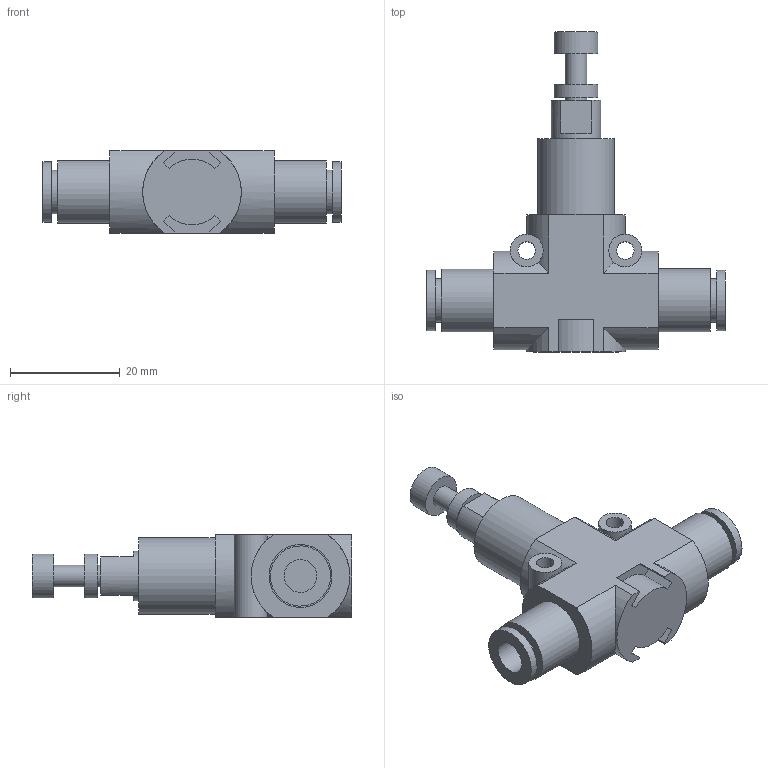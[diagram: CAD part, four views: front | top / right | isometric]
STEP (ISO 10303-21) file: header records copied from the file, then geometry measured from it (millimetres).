
FILE_DESCRIPTION(/* description */ ('Unknown'),/* implementation_level */ '2;1');
FILE_NAME(/* name */ '551.124.D6.D6.XX',/* time_stamp */ '2021-02-12T09:05:07-05:00',/* author */ ('Unknown'),/* organization */ ('Unknown'),/* preprocessor_version */ 'ST-DEVELOPER v16.7',/* originating_system */ 'Solid Edge',/* authorisation */ 'Unknown');
FILE_SCHEMA (('AUTOMOTIVE_DESIGN {1 0 10303 214 3 1 1}'));
Length unit declared in the file: millimetre
Products named in the file (3): 551.124.D6.D6.XX; 55112#0000XX; 551KD6
Assembly tree (3 placements, depth 2):
  551.124.D6.D6.XX
    55112#0000XX
    551KD6  x2
Bounding box: 54.4 x 58.4 x 15 mm (x, y, z)
Volume: 12866.1 mm3; surface area: 7755.2 mm2
Topology: 3 solids, 4 shells, 88 faces, 192 edges, 128 vertices
Faces by surface type: plane 55, cylinder 33
Full cylindrical faces by diameter (mm): 3.2 x2, 4 x2, 6 x4, 8 x4, 9 x6, 11 x2, 11.5 x2, 14 x1
Entity records: 2761 total; most frequent: CARTESIAN_POINT 416, DIRECTION 372, ORIENTED_EDGE 310, EDGE_CURVE 155, AXIS2_PLACEMENT_3D 139, EDGE_LOOP 116, FACE_BOUND 116, VERTEX_POINT 115
